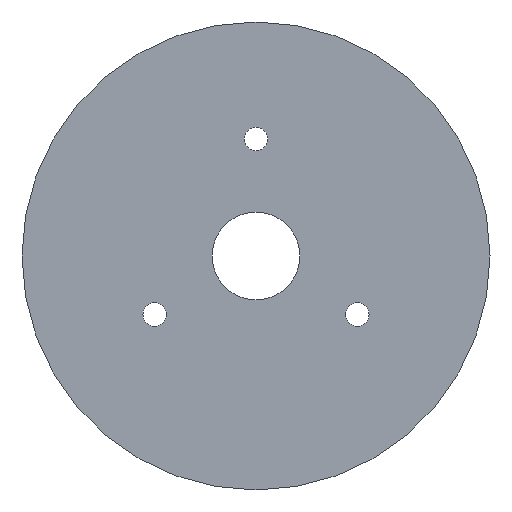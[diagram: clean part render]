
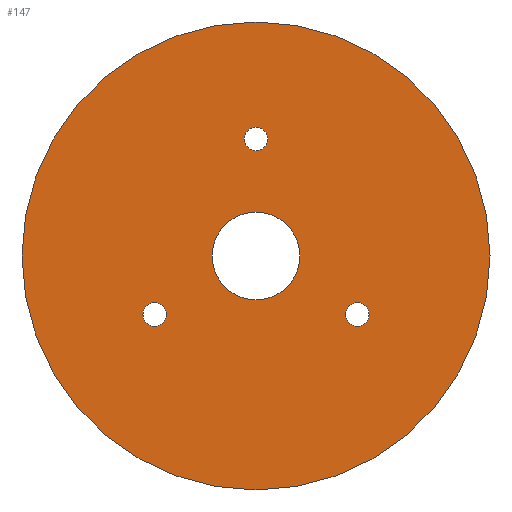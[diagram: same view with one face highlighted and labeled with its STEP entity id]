
A CAD part, front view. The second image highlights one B-rep face of the part: STEP entity #147.
In plain terms, the highlighted planar face has unit normal (0, -1, 0).
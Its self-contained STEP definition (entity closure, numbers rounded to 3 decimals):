
#2 = VERTEX_POINT ( 'NONE', #195 ) ;
#11 = DIRECTION ( 'NONE',  ( 0., 1., 0. ) ) ;
#13 = EDGE_LOOP ( 'NONE', ( #192, #369 ) ) ;
#14 = EDGE_CURVE ( 'NONE', #389, #237, #343, .T. ) ;
#17 = VERTEX_POINT ( 'NONE', #265 ) ;
#22 = VERTEX_POINT ( 'NONE', #332 ) ;
#24 = CIRCLE ( 'NONE', #458, 2. ) ;
#30 = DIRECTION ( 'NONE',  ( 0., 0., 1. ) ) ;
#32 = CARTESIAN_POINT ( 'NONE',  ( 17.321, 0., -10. ) ) ;
#39 = CIRCLE ( 'NONE', #466, 2. ) ;
#42 = DIRECTION ( 'NONE',  ( 0., 0., 1. ) ) ;
#43 = AXIS2_PLACEMENT_3D ( 'NONE', #294, #336, #451 ) ;
#45 = CARTESIAN_POINT ( 'NONE',  ( 0., 0., -7.5 ) ) ;
#51 = EDGE_LOOP ( 'NONE', ( #93, #287 ) ) ;
#52 = AXIS2_PLACEMENT_3D ( 'NONE', #142, #283, #42 ) ;
#58 = EDGE_CURVE ( 'NONE', #22, #2, #225, .T. ) ;
#60 = CARTESIAN_POINT ( 'NONE',  ( 0., 0., 0. ) ) ;
#62 = FACE_BOUND ( 'NONE', #51, .T. ) ;
#64 = EDGE_CURVE ( 'NONE', #325, #315, #296, .T. ) ;
#74 = EDGE_CURVE ( 'NONE', #2, #22, #196, .T. ) ;
#76 = CIRCLE ( 'NONE', #198, 7.5 ) ;
#84 = CARTESIAN_POINT ( 'NONE',  ( 0., 0., 0. ) ) ;
#87 = CARTESIAN_POINT ( 'NONE',  ( 0., 0., 0. ) ) ;
#88 = EDGE_CURVE ( 'NONE', #347, #439, #250, .T. ) ;
#93 = ORIENTED_EDGE ( 'NONE', *, *, #270, .T. ) ;
#103 = AXIS2_PLACEMENT_3D ( 'NONE', #87, #260, #415 ) ;
#107 = CARTESIAN_POINT ( 'NONE',  ( 17.321, 0., -12. ) ) ;
#108 = EDGE_LOOP ( 'NONE', ( #209, #318 ) ) ;
#117 = DIRECTION ( 'NONE',  ( 0., 1., 0. ) ) ;
#122 = CARTESIAN_POINT ( 'NONE',  ( 0., 0., 0. ) ) ;
#141 = CIRCLE ( 'NONE', #307, 2. ) ;
#142 = CARTESIAN_POINT ( 'NONE',  ( 17.321, 0., -10. ) ) ;
#147 = ADVANCED_FACE ( 'NONE', ( #378, #62, #383, #386, #203 ), #344, .F. ) ;
#158 = EDGE_LOOP ( 'NONE', ( #471, #356 ) ) ;
#164 = DIRECTION ( 'NONE',  ( 0., 0., 1. ) ) ;
#165 = DIRECTION ( 'NONE',  ( 0., 1., 0. ) ) ;
#177 = CARTESIAN_POINT ( 'NONE',  ( -17.321, 0., -8. ) ) ;
#192 = ORIENTED_EDGE ( 'NONE', *, *, #452, .T. ) ;
#195 = CARTESIAN_POINT ( 'NONE',  ( 0., 0., -40. ) ) ;
#196 = CIRCLE ( 'NONE', #103, 40. ) ;
#198 = AXIS2_PLACEMENT_3D ( 'NONE', #84, #11, #441 ) ;
#202 = DIRECTION ( 'NONE',  ( 0., 0., 1. ) ) ;
#203 = FACE_OUTER_BOUND ( 'NONE', #108, .T. ) ;
#206 = VERTEX_POINT ( 'NONE', #382 ) ;
#209 = ORIENTED_EDGE ( 'NONE', *, *, #74, .F. ) ;
#223 = DIRECTION ( 'NONE',  ( 0., 0., 1. ) ) ;
#225 = CIRCLE ( 'NONE', #359, 40. ) ;
#237 = VERTEX_POINT ( 'NONE', #456 ) ;
#242 = EDGE_LOOP ( 'NONE', ( #409, #460 ) ) ;
#250 = CIRCLE ( 'NONE', #391, 2. ) ;
#255 = DIRECTION ( 'NONE',  ( 0., 0., 1. ) ) ;
#260 = DIRECTION ( 'NONE',  ( 0., 1., 0. ) ) ;
#263 = EDGE_CURVE ( 'NONE', #17, #206, #39, .T. ) ;
#265 = CARTESIAN_POINT ( 'NONE',  ( 0., 0., 22. ) ) ;
#267 = AXIS2_PLACEMENT_3D ( 'NONE', #122, #117, #255 ) ;
#270 = EDGE_CURVE ( 'NONE', #237, #389, #24, .T. ) ;
#283 = DIRECTION ( 'NONE',  ( 0., 1., 0. ) ) ;
#287 = ORIENTED_EDGE ( 'NONE', *, *, #14, .T. ) ;
#289 = CARTESIAN_POINT ( 'NONE',  ( 0., 0., 0. ) ) ;
#294 = CARTESIAN_POINT ( 'NONE',  ( -17.321, 0., -10. ) ) ;
#296 = CIRCLE ( 'NONE', #267, 7.5 ) ;
#299 = DIRECTION ( 'NONE',  ( 0., 1., 0. ) ) ;
#306 = DIRECTION ( 'NONE',  ( 0., 0., 1. ) ) ;
#307 = AXIS2_PLACEMENT_3D ( 'NONE', #365, #375, #223 ) ;
#315 = VERTEX_POINT ( 'NONE', #45 ) ;
#318 = ORIENTED_EDGE ( 'NONE', *, *, #58, .F. ) ;
#325 = VERTEX_POINT ( 'NONE', #399 ) ;
#332 = CARTESIAN_POINT ( 'NONE',  ( 0., 0., 40. ) ) ;
#336 = DIRECTION ( 'NONE',  ( 0., 1., 0. ) ) ;
#338 = CIRCLE ( 'NONE', #52, 2. ) ;
#339 = DIRECTION ( 'NONE',  ( 0., 1., 0. ) ) ;
#343 = CIRCLE ( 'NONE', #43, 2. ) ;
#344 = PLANE ( 'NONE',  #455 ) ;
#347 = VERTEX_POINT ( 'NONE', #107 ) ;
#356 = ORIENTED_EDGE ( 'NONE', *, *, #263, .T. ) ;
#359 = AXIS2_PLACEMENT_3D ( 'NONE', #289, #446, #404 ) ;
#365 = CARTESIAN_POINT ( 'NONE',  ( 0., 0., 20. ) ) ;
#369 = ORIENTED_EDGE ( 'NONE', *, *, #64, .T. ) ;
#375 = DIRECTION ( 'NONE',  ( 0., 1., 0. ) ) ;
#378 = FACE_BOUND ( 'NONE', #158, .T. ) ;
#382 = CARTESIAN_POINT ( 'NONE',  ( 0., 0., 18. ) ) ;
#383 = FACE_BOUND ( 'NONE', #242, .T. ) ;
#386 = FACE_BOUND ( 'NONE', #13, .T. ) ;
#389 = VERTEX_POINT ( 'NONE', #177 ) ;
#391 = AXIS2_PLACEMENT_3D ( 'NONE', #32, #339, #164 ) ;
#394 = EDGE_CURVE ( 'NONE', #439, #347, #338, .T. ) ;
#399 = CARTESIAN_POINT ( 'NONE',  ( 0., 0., 7.5 ) ) ;
#404 = DIRECTION ( 'NONE',  ( 0., 0., 1. ) ) ;
#409 = ORIENTED_EDGE ( 'NONE', *, *, #88, .T. ) ;
#411 = CARTESIAN_POINT ( 'NONE',  ( -17.321, 0., -10. ) ) ;
#412 = EDGE_CURVE ( 'NONE', #206, #17, #141, .T. ) ;
#415 = DIRECTION ( 'NONE',  ( 0., 0., 1. ) ) ;
#439 = VERTEX_POINT ( 'NONE', #445 ) ;
#441 = DIRECTION ( 'NONE',  ( 0., 0., 1. ) ) ;
#445 = CARTESIAN_POINT ( 'NONE',  ( 17.321, 0., -8. ) ) ;
#446 = DIRECTION ( 'NONE',  ( 0., 1., 0. ) ) ;
#451 = DIRECTION ( 'NONE',  ( 0., 0., 1. ) ) ;
#452 = EDGE_CURVE ( 'NONE', #315, #325, #76, .T. ) ;
#454 = DIRECTION ( 'NONE',  ( 0., 1., 0. ) ) ;
#455 = AXIS2_PLACEMENT_3D ( 'NONE', #60, #299, #202 ) ;
#456 = CARTESIAN_POINT ( 'NONE',  ( -17.321, 0., -12. ) ) ;
#458 = AXIS2_PLACEMENT_3D ( 'NONE', #411, #165, #306 ) ;
#460 = ORIENTED_EDGE ( 'NONE', *, *, #394, .T. ) ;
#464 = CARTESIAN_POINT ( 'NONE',  ( 0., 0., 20. ) ) ;
#466 = AXIS2_PLACEMENT_3D ( 'NONE', #464, #454, #30 ) ;
#471 = ORIENTED_EDGE ( 'NONE', *, *, #412, .T. ) ;
